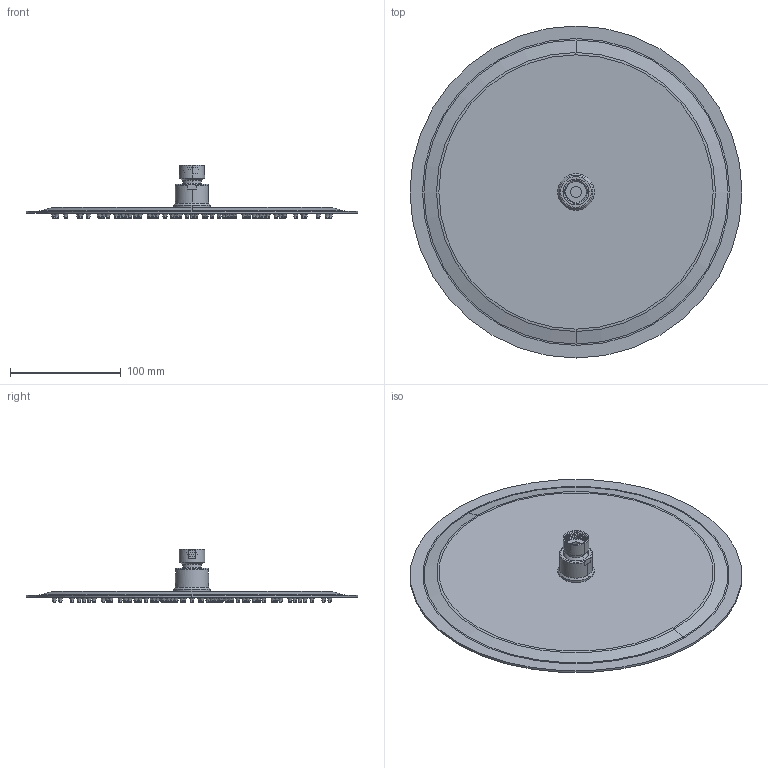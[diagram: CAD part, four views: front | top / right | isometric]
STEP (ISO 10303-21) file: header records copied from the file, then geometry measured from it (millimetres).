
FILE_DESCRIPTION((''),'2;1');
FILE_NAME('0008','2023-04-26T08:56:15',('Administrator'),(''),'CREO PARAMETRIC BY PTC INC, 2021164','CREO PARAMETRIC BY PTC INC, 2021164','');
FILE_SCHEMA(('CONFIG_CONTROL_DESIGN'));
Length unit declared in the file: millimetre
Products named in the file (1): 0008
Bounding box: 300 x 300 x 47.9 mm (x, y, z)
Volume: 355245 mm3; surface area: 155020.4 mm2
Topology: 1 solids, 1 shells, 1018 faces, 2053 edges, 1282 vertices
Faces by surface type: cylinder 502, plane 256, torus 246, cone 8, bspline 4, sphere 2
Entity records: 27858 total; most frequent: DIRECTION 5554, CARTESIAN_POINT 5161, ORIENTED_EDGE 4106, AXIS2_PLACEMENT_3D 2513, EDGE_CURVE 2053, CIRCLE 1499, VERTEX_POINT 1282, EDGE_LOOP 1263
